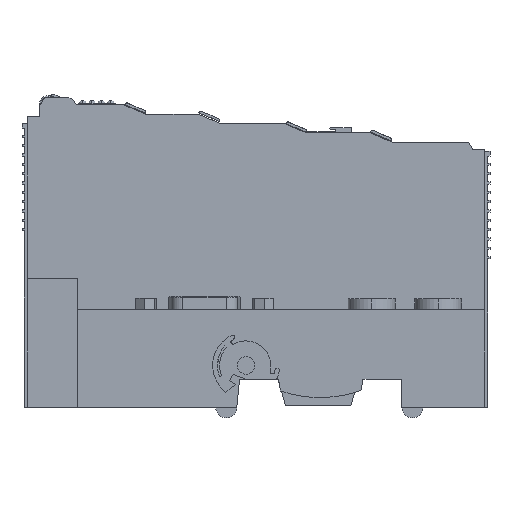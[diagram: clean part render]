
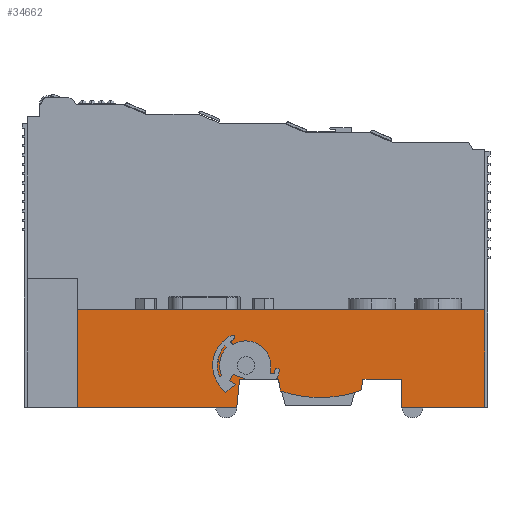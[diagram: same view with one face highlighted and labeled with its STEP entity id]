
A CAD part, left-side view. The second image highlights one B-rep face of the part: STEP entity #34662.
In plain terms, the highlighted planar face has unit normal (-1, 0, 0).
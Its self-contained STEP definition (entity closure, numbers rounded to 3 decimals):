
#630 = LINE ( 'NONE', #53283, #54788 ) ;
#689 = VERTEX_POINT ( 'NONE', #17060 ) ;
#1010 = ORIENTED_EDGE ( 'NONE', *, *, #10991, .F. ) ;
#1036 = CIRCLE ( 'NONE', #64009, 26.386 ) ;
#2315 = LINE ( 'NONE', #43222, #29583 ) ;
#2970 = DIRECTION ( 'NONE',  ( 0., 0., 1. ) ) ;
#3031 = VERTEX_POINT ( 'NONE', #44217 ) ;
#3227 = ORIENTED_EDGE ( 'NONE', *, *, #40959, .F. ) ;
#3372 = DIRECTION ( 'NONE',  ( -1., 0., 0. ) ) ;
#4346 = CARTESIAN_POINT ( 'NONE',  ( -35., -16.951, -4.103 ) ) ;
#5852 = CARTESIAN_POINT ( 'NONE',  ( -35., -8.011, -26.583 ) ) ;
#6511 = EDGE_CURVE ( 'NONE', #53940, #10228, #59228, .T. ) ;
#6923 = CARTESIAN_POINT ( 'NONE',  ( -35., -51.934, -11.583 ) ) ;
#6937 = CARTESIAN_POINT ( 'NONE',  ( -35., 45.839, -32.583 ) ) ;
#8707 = DIRECTION ( 'NONE',  ( 0., 1., 0. ) ) ;
#9217 = CARTESIAN_POINT ( 'NONE',  ( -35., 0.339, -26.583 ) ) ;
#9393 = CARTESIAN_POINT ( 'NONE',  ( -35., -1.102, -23.59 ) ) ;
#9847 = DIRECTION ( 'NONE',  ( 0., 0., 1. ) ) ;
#10228 = VERTEX_POINT ( 'NONE', #9217 ) ;
#10627 = VERTEX_POINT ( 'NONE', #34302 ) ;
#10650 = AXIS2_PLACEMENT_3D ( 'NONE', #30517, #3372, #41317 ) ;
#10797 = FACE_OUTER_BOUND ( 'NONE', #26141, .T. ) ;
#10949 = DIRECTION ( 'NONE',  ( 0., 0.097, -0.995 ) ) ;
#10991 = EDGE_CURVE ( 'NONE', #32603, #689, #630, .T. ) ;
#12306 = CARTESIAN_POINT ( 'NONE',  ( -35., -1.102, -21.715 ) ) ;
#12509 = DIRECTION ( 'NONE',  ( -1., 0., 0. ) ) ;
#12793 = DIRECTION ( 'NONE',  ( 0., 1., 0. ) ) ;
#12929 = ORIENTED_EDGE ( 'NONE', *, *, #15441, .F. ) ;
#13658 = LINE ( 'NONE', #6923, #67532 ) ;
#13662 = DIRECTION ( 'NONE',  ( 1., 0., 0. ) ) ;
#13731 = CARTESIAN_POINT ( 'NONE',  ( -35., 35.089, -4.983 ) ) ;
#13745 = ORIENTED_EDGE ( 'NONE', *, *, #29488, .F. ) ;
#14135 = PLANE ( 'NONE',  #10650 ) ;
#14889 = DIRECTION ( 'NONE',  ( 0., 0., 1. ) ) ;
#15441 = EDGE_CURVE ( 'NONE', #67713, #53940, #63127, .T. ) ;
#16222 = EDGE_CURVE ( 'NONE', #37417, #32603, #65259, .T. ) ;
#16305 = EDGE_CURVE ( 'NONE', #37045, #58619, #1036, .T. ) ;
#16991 = AXIS2_PLACEMENT_3D ( 'NONE', #44923, #12509, #50329 ) ;
#17060 = CARTESIAN_POINT ( 'NONE',  ( -35., -34.456, -26.583 ) ) ;
#17189 = CARTESIAN_POINT ( 'NONE',  ( -35., -1.102, -25.465 ) ) ;
#17268 = EDGE_LOOP ( 'NONE', ( #13745, #65749 ) ) ;
#17388 = ORIENTED_EDGE ( 'NONE', *, *, #37752, .F. ) ;
#18206 = ORIENTED_EDGE ( 'NONE', *, *, #16305, .F. ) ;
#18354 = LINE ( 'NONE', #43355, #57963 ) ;
#20697 = VECTOR ( 'NONE', #12793, 1000. ) ;
#21337 = CARTESIAN_POINT ( 'NONE',  ( -35., -52.234, -32.583 ) ) ;
#22018 = VERTEX_POINT ( 'NONE', #33354 ) ;
#22904 = DIRECTION ( 'NONE',  ( 0., 0.174, 0.985 ) ) ;
#23136 = LINE ( 'NONE', #50454, #50080 ) ;
#23388 = DIRECTION ( 'NONE',  ( 0., 1., 0. ) ) ;
#23411 = ORIENTED_EDGE ( 'NONE', *, *, #57828, .F. ) ;
#23568 = VERTEX_POINT ( 'NONE', #30564 ) ;
#23936 = CARTESIAN_POINT ( 'NONE',  ( -35., 0.339, -26.583 ) ) ;
#23988 = VERTEX_POINT ( 'NONE', #34021 ) ;
#25412 = EDGE_CURVE ( 'NONE', #22018, #37417, #2315, .T. ) ;
#26141 = EDGE_LOOP ( 'NONE', ( #48664, #44265, #56385, #51881, #12929, #34079, #18206, #3227, #23411, #1010, #26542, #35591, #17388, #61153 ) ) ;
#26542 = ORIENTED_EDGE ( 'NONE', *, *, #16222, .F. ) ;
#28563 = AXIS2_PLACEMENT_3D ( 'NONE', #9393, #47243, #14889 ) ;
#29488 = EDGE_CURVE ( 'NONE', #31576, #34035, #52966, .T. ) ;
#29583 = VECTOR ( 'NONE', #54002, 1000. ) ;
#29590 = AXIS2_PLACEMENT_3D ( 'NONE', #4346, #42264, #9847 ) ;
#29918 = CARTESIAN_POINT ( 'NONE',  ( -35., -16.951, -4.103 ) ) ;
#30517 = CARTESIAN_POINT ( 'NONE',  ( -35., -16.951, -4.103 ) ) ;
#30564 = CARTESIAN_POINT ( 'NONE',  ( -35., 35.089, -32.583 ) ) ;
#31509 = CARTESIAN_POINT ( 'NONE',  ( -35., -34.456, -32.583 ) ) ;
#31576 = VERTEX_POINT ( 'NONE', #17189 ) ;
#32462 = EDGE_CURVE ( 'NONE', #23568, #10627, #65152, .T. ) ;
#32603 = VERTEX_POINT ( 'NONE', #31509 ) ;
#32813 = CARTESIAN_POINT ( 'NONE',  ( -35., -51.934, -11.583 ) ) ;
#32906 = VECTOR ( 'NONE', #22904, 1000. ) ;
#33354 = CARTESIAN_POINT ( 'NONE',  ( -35., -52.234, -11.883 ) ) ;
#33549 = CARTESIAN_POINT ( 'NONE',  ( -35., -16.951, -30.489 ) ) ;
#34021 = CARTESIAN_POINT ( 'NONE',  ( -35., -26.106, -26.583 ) ) ;
#34035 = VERTEX_POINT ( 'NONE', #12306 ) ;
#34079 = ORIENTED_EDGE ( 'NONE', *, *, #39618, .F. ) ;
#34302 = CARTESIAN_POINT ( 'NONE',  ( -35., 35.089, -11.583 ) ) ;
#34660 = VECTOR ( 'NONE', #56843, 1000. ) ;
#34662 = ADVANCED_FACE ( 'NONE', ( #10797, #52200 ), #14135, .T. ) ;
#34904 = VERTEX_POINT ( 'NONE', #32813 ) ;
#35298 = DIRECTION ( 'NONE',  ( 0., 0., 1. ) ) ;
#35591 = ORIENTED_EDGE ( 'NONE', *, *, #25412, .F. ) ;
#36679 = EDGE_CURVE ( 'NONE', #10627, #34904, #13658, .T. ) ;
#37045 = VERTEX_POINT ( 'NONE', #56194 ) ;
#37417 = VERTEX_POINT ( 'NONE', #21337 ) ;
#37752 = EDGE_CURVE ( 'NONE', #34904, #22018, #67406, .T. ) ;
#39366 = DIRECTION ( 'NONE',  ( 0., -1., 0. ) ) ;
#39618 = EDGE_CURVE ( 'NONE', #58619, #67713, #45856, .T. ) ;
#40959 = EDGE_CURVE ( 'NONE', #23988, #37045, #63178, .T. ) ;
#41317 = DIRECTION ( 'NONE',  ( 0., 0., 1. ) ) ;
#42264 = DIRECTION ( 'NONE',  ( 1., 0., 0. ) ) ;
#43222 = CARTESIAN_POINT ( 'NONE',  ( -35., -52.234, -32.583 ) ) ;
#43355 = CARTESIAN_POINT ( 'NONE',  ( -35., 0.924, -32.583 ) ) ;
#43900 = AXIS2_PLACEMENT_3D ( 'NONE', #46034, #13662, #51427 ) ;
#44217 = CARTESIAN_POINT ( 'NONE',  ( -35., 0.924, -32.583 ) ) ;
#44265 = ORIENTED_EDGE ( 'NONE', *, *, #49698, .F. ) ;
#44923 = CARTESIAN_POINT ( 'NONE',  ( -35., -1.102, -23.59 ) ) ;
#45002 = VECTOR ( 'NONE', #8707, 1000. ) ;
#45856 = CIRCLE ( 'NONE', #29590, 26.386 ) ;
#46034 = CARTESIAN_POINT ( 'NONE',  ( -35., -51.934, -11.883 ) ) ;
#47243 = DIRECTION ( 'NONE',  ( -1., 0., 0. ) ) ;
#48664 = ORIENTED_EDGE ( 'NONE', *, *, #32462, .F. ) ;
#49248 = VECTOR ( 'NONE', #2970, 1000. ) ;
#49698 = EDGE_CURVE ( 'NONE', #3031, #23568, #68965, .T. ) ;
#49738 = CARTESIAN_POINT ( 'NONE',  ( -35., -8.011, -26.583 ) ) ;
#50080 = VECTOR ( 'NONE', #55838, 1000. ) ;
#50329 = DIRECTION ( 'NONE',  ( 0., 0., 1. ) ) ;
#50454 = CARTESIAN_POINT ( 'NONE',  ( -35., -34.456, -26.583 ) ) ;
#50593 = CARTESIAN_POINT ( 'NONE',  ( -35., -34.456, -32.583 ) ) ;
#51427 = DIRECTION ( 'NONE',  ( 0., 0., -1. ) ) ;
#51881 = ORIENTED_EDGE ( 'NONE', *, *, #6511, .F. ) ;
#51917 = CARTESIAN_POINT ( 'NONE',  ( -35., -8.452, -29.083 ) ) ;
#52200 = FACE_BOUND ( 'NONE', #17268, .T. ) ;
#52966 = CIRCLE ( 'NONE', #28563, 1.875 ) ;
#53283 = CARTESIAN_POINT ( 'NONE',  ( -35., -34.456, -26.583 ) ) ;
#53940 = VERTEX_POINT ( 'NONE', #5852 ) ;
#54002 = DIRECTION ( 'NONE',  ( 0., 0., -1. ) ) ;
#54569 = CIRCLE ( 'NONE', #16991, 1.875 ) ;
#54741 = VECTOR ( 'NONE', #23388, 1000. ) ;
#54788 = VECTOR ( 'NONE', #58685, 1000. ) ;
#55838 = DIRECTION ( 'NONE',  ( 0., 1., 0. ) ) ;
#56194 = CARTESIAN_POINT ( 'NONE',  ( -35., -25.679, -29.004 ) ) ;
#56385 = ORIENTED_EDGE ( 'NONE', *, *, #62940, .F. ) ;
#56843 = DIRECTION ( 'NONE',  ( 0., 0.174, -0.985 ) ) ;
#57828 = EDGE_CURVE ( 'NONE', #689, #23988, #23136, .T. ) ;
#57963 = VECTOR ( 'NONE', #10949, 1000. ) ;
#58619 = VERTEX_POINT ( 'NONE', #33549 ) ;
#58685 = DIRECTION ( 'NONE',  ( 0., 0., 1. ) ) ;
#59228 = LINE ( 'NONE', #23936, #45002 ) ;
#59847 = EDGE_CURVE ( 'NONE', #34035, #31576, #54569, .T. ) ;
#61153 = ORIENTED_EDGE ( 'NONE', *, *, #36679, .F. ) ;
#62172 = CARTESIAN_POINT ( 'NONE',  ( -35., -26.106, -26.583 ) ) ;
#62940 = EDGE_CURVE ( 'NONE', #10228, #3031, #18354, .T. ) ;
#63127 = LINE ( 'NONE', #49738, #32906 ) ;
#63178 = LINE ( 'NONE', #62172, #34660 ) ;
#64009 = AXIS2_PLACEMENT_3D ( 'NONE', #29918, #67394, #35298 ) ;
#65152 = LINE ( 'NONE', #13731, #49248 ) ;
#65259 = LINE ( 'NONE', #50593, #20697 ) ;
#65749 = ORIENTED_EDGE ( 'NONE', *, *, #59847, .F. ) ;
#67394 = DIRECTION ( 'NONE',  ( 1., 0., 0. ) ) ;
#67406 = CIRCLE ( 'NONE', #43900, 0.3 ) ;
#67532 = VECTOR ( 'NONE', #39366, 1000. ) ;
#67713 = VERTEX_POINT ( 'NONE', #51917 ) ;
#68965 = LINE ( 'NONE', #6937, #54741 ) ;
